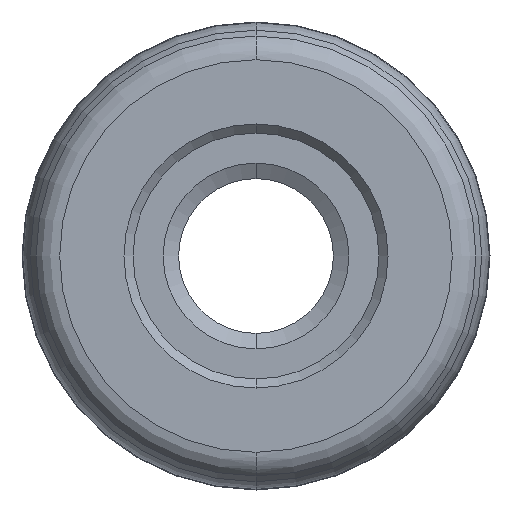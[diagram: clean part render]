
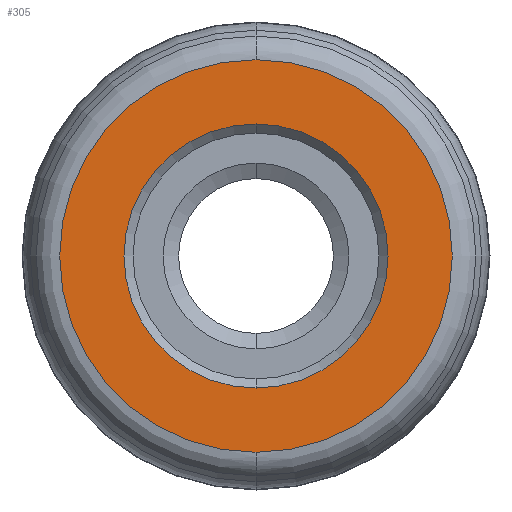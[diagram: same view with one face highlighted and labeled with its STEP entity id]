
A CAD part, front view. The second image highlights one B-rep face of the part: STEP entity #305.
In plain terms, the highlighted planar face has unit normal (0, -1, 0).
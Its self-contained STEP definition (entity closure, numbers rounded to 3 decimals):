
#2 = CARTESIAN_POINT ( 'NONE',  ( 0., -15.5, 0. ) ) ;
#12 = DIRECTION ( 'NONE',  ( 0., 0., 1. ) ) ;
#16 = DIRECTION ( 'NONE',  ( 0., 1., 0. ) ) ;
#28 = AXIS2_PLACEMENT_3D ( 'NONE', #2, #265, #523 ) ;
#49 = AXIS2_PLACEMENT_3D ( 'NONE', #353, #846, #740 ) ;
#62 = VERTEX_POINT ( 'NONE', #873 ) ;
#71 = ORIENTED_EDGE ( 'NONE', *, *, #150, .F. ) ;
#121 = EDGE_CURVE ( 'NONE', #408, #62, #603, .T. ) ;
#150 = EDGE_CURVE ( 'NONE', #638, #1632, #1535, .T. ) ;
#194 = PLANE ( 'NONE',  #1479 ) ;
#215 = DIRECTION ( 'NONE',  ( 0., 0., 1. ) ) ;
#246 = CARTESIAN_POINT ( 'NONE',  ( 0., -15.5, 10.779 ) ) ;
#265 = DIRECTION ( 'NONE',  ( 0., 1., 0. ) ) ;
#305 = ADVANCED_FACE ( 'NONE', ( #811, #1313 ), #194, .F. ) ;
#353 = CARTESIAN_POINT ( 'NONE',  ( 0., -15.5, 0. ) ) ;
#408 = VERTEX_POINT ( 'NONE', #1521 ) ;
#434 = CIRCLE ( 'NONE', #1421, 7.25 ) ;
#459 = ORIENTED_EDGE ( 'NONE', *, *, #532, .F. ) ;
#523 = DIRECTION ( 'NONE',  ( 0., 0., 1. ) ) ;
#532 = EDGE_CURVE ( 'NONE', #1632, #638, #659, .T. ) ;
#534 = CARTESIAN_POINT ( 'NONE',  ( 0., -15.5, 0. ) ) ;
#568 = EDGE_LOOP ( 'NONE', ( #1545, #1185 ) ) ;
#596 = CARTESIAN_POINT ( 'NONE',  ( 0., -15.5, -10.779 ) ) ;
#603 = CIRCLE ( 'NONE', #1189, 7.25 ) ;
#611 = DIRECTION ( 'NONE',  ( 0., 1., 0. ) ) ;
#638 = VERTEX_POINT ( 'NONE', #246 ) ;
#647 = DIRECTION ( 'NONE',  ( 0., 1., 0. ) ) ;
#659 = CIRCLE ( 'NONE', #49, 10.779 ) ;
#740 = DIRECTION ( 'NONE',  ( 0., 0., 1. ) ) ;
#811 = FACE_OUTER_BOUND ( 'NONE', #816, .T. ) ;
#816 = EDGE_LOOP ( 'NONE', ( #71, #459 ) ) ;
#846 = DIRECTION ( 'NONE',  ( 0., 1., 0. ) ) ;
#873 = CARTESIAN_POINT ( 'NONE',  ( 0., -15.5, 7.25 ) ) ;
#965 = CARTESIAN_POINT ( 'NONE',  ( 10.779, -15.5, 0. ) ) ;
#1140 = EDGE_CURVE ( 'NONE', #62, #408, #434, .T. ) ;
#1185 = ORIENTED_EDGE ( 'NONE', *, *, #1140, .T. ) ;
#1188 = DIRECTION ( 'NONE',  ( 0., 0., 1. ) ) ;
#1189 = AXIS2_PLACEMENT_3D ( 'NONE', #534, #647, #12 ) ;
#1260 = CARTESIAN_POINT ( 'NONE',  ( 0., -15.5, 0. ) ) ;
#1313 = FACE_BOUND ( 'NONE', #568, .T. ) ;
#1421 = AXIS2_PLACEMENT_3D ( 'NONE', #1260, #611, #215 ) ;
#1479 = AXIS2_PLACEMENT_3D ( 'NONE', #965, #16, #1188 ) ;
#1521 = CARTESIAN_POINT ( 'NONE',  ( 0., -15.5, -7.25 ) ) ;
#1535 = CIRCLE ( 'NONE', #28, 10.779 ) ;
#1545 = ORIENTED_EDGE ( 'NONE', *, *, #121, .T. ) ;
#1632 = VERTEX_POINT ( 'NONE', #596 ) ;
